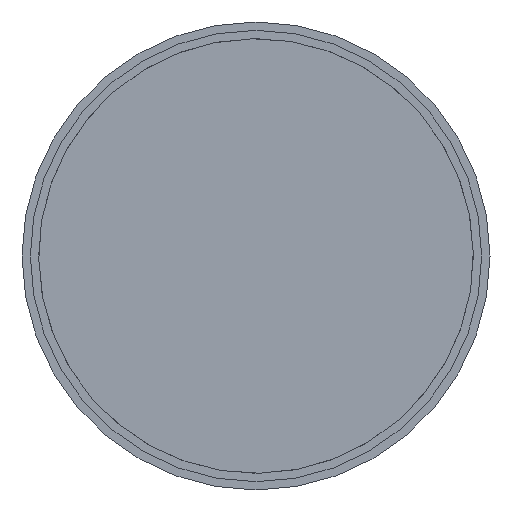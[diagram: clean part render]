
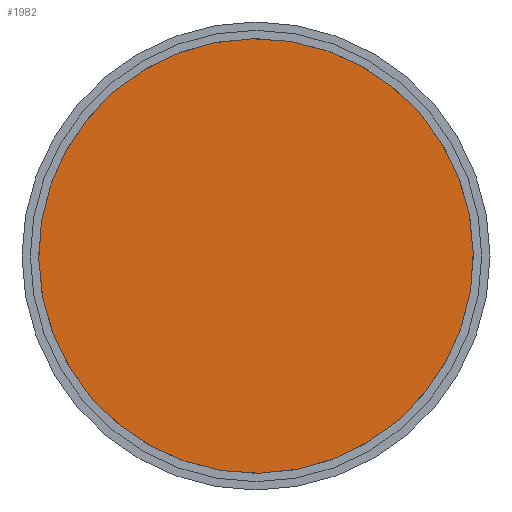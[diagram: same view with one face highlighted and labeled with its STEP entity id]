
A CAD part, front view. The second image highlights one B-rep face of the part: STEP entity #1982.
In plain terms, the highlighted planar face has unit normal (0, -1, 0).
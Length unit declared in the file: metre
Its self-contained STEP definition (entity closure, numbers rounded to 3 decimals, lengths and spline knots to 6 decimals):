
#24 = DIRECTION ( 'NONE',  ( 0., 1., 0. ) ) ;
#36 = DIRECTION ( 'NONE',  ( 0., 0., 1. ) ) ;
#215 = CARTESIAN_POINT ( 'NONE',  ( 0., -0.02, 0. ) ) ;
#284 = EDGE_LOOP ( 'NONE', ( #720, #1262 ) ) ;
#329 = AXIS2_PLACEMENT_3D ( 'NONE', #1074, #1587, #36 ) ;
#398 = PLANE ( 'NONE',  #1382 ) ;
#563 = FACE_OUTER_BOUND ( 'NONE', #284, .T. ) ;
#720 = ORIENTED_EDGE ( 'NONE', *, *, #1867, .F. ) ;
#728 = EDGE_CURVE ( 'NONE', #2167, #944, #2219, .T. ) ;
#944 = VERTEX_POINT ( 'NONE', #1008 ) ;
#1007 = AXIS2_PLACEMENT_3D ( 'NONE', #1066, #1022, #1220 ) ;
#1008 = CARTESIAN_POINT ( 'NONE',  ( 0., -0.02, -0.026 ) ) ;
#1022 = DIRECTION ( 'NONE',  ( 0., 1., 0. ) ) ;
#1066 = CARTESIAN_POINT ( 'NONE',  ( 0., -0.02, 0. ) ) ;
#1074 = CARTESIAN_POINT ( 'NONE',  ( 0., -0.02, 0. ) ) ;
#1115 = CARTESIAN_POINT ( 'NONE',  ( 0., -0.02, 0.026 ) ) ;
#1220 = DIRECTION ( 'NONE',  ( 0., 0., 1. ) ) ;
#1262 = ORIENTED_EDGE ( 'NONE', *, *, #728, .F. ) ;
#1382 = AXIS2_PLACEMENT_3D ( 'NONE', #215, #24, #1562 ) ;
#1562 = DIRECTION ( 'NONE',  ( 0., 0., 1. ) ) ;
#1587 = DIRECTION ( 'NONE',  ( 0., 1., 0. ) ) ;
#1867 = EDGE_CURVE ( 'NONE', #944, #2167, #1956, .T. ) ;
#1956 = CIRCLE ( 'NONE', #329, 0.026 ) ;
#1982 = ADVANCED_FACE ( 'NONE', ( #563 ), #398, .F. ) ;
#2167 = VERTEX_POINT ( 'NONE', #1115 ) ;
#2219 = CIRCLE ( 'NONE', #1007, 0.026 ) ;
